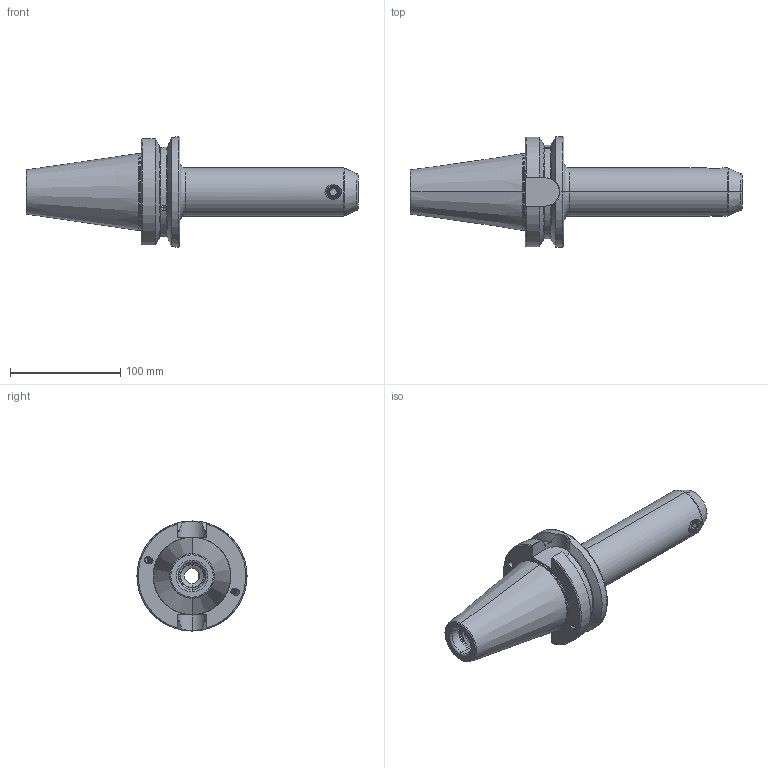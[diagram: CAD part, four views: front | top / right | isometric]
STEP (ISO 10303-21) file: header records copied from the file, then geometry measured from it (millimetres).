
FILE_DESCRIPTION (( 'STEP AP203' ), '1' );
FILE_NAME ('506.04.14.3.STEP', '2016-08-08T01:17:13', ( '' ), ( '' ), 'SwSTEP 2.0', 'SolidWorks 2012', '' );
FILE_SCHEMA (( 'CONFIG_CONTROL_DESIGN' ));
Length unit declared in the file: millimetre
Products named in the file (3): 側固12_M12x1.75_16L; 506.04.14.3
Assembly tree (2 placements, depth 2):
  506.04.14.3
    506.04.14.3
    側固12_M12x1.75_16L
Bounding box: 301.8 x 100 x 100 mm (x, y, z)
Volume: 634216.4 mm3; surface area: 90083.2 mm2
Topology: 2 solids, 2 shells, 246 faces, 665 edges, 423 vertices
Faces by surface type: cylinder 118, plane 44, cone 33, torus 28, bspline 21, sphere 2
Entity records: 18956 total; most frequent: CARTESIAN_POINT 13250, ORIENTED_EDGE 1318, DIRECTION 933, EDGE_CURVE 659, VERTEX_POINT 423, AXIS2_PLACEMENT_3D 363, EDGE_LOOP 264, FACE_OUTER_BOUND 246
